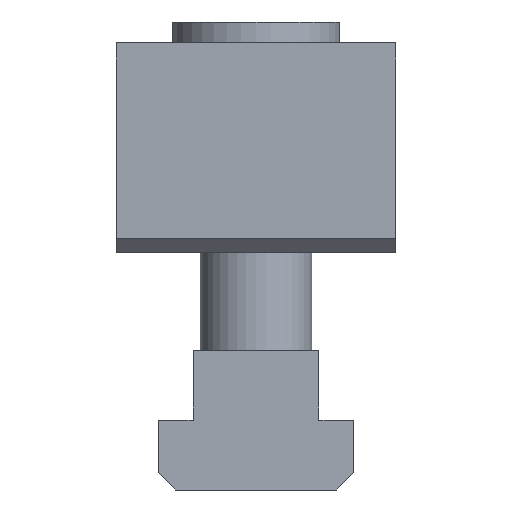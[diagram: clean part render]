
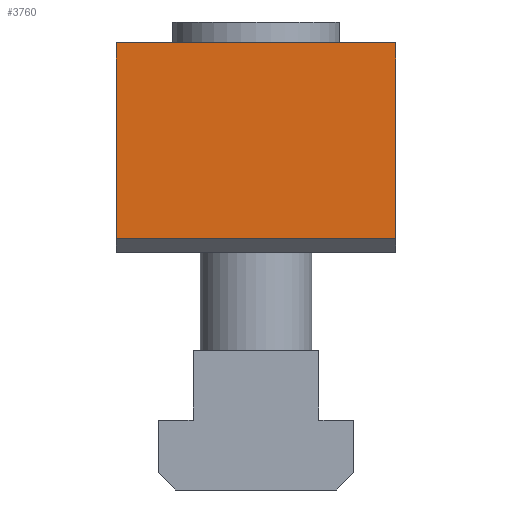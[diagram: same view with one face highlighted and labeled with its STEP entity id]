
A CAD part, left-side view. The second image highlights one B-rep face of the part: STEP entity #3760.
In plain terms, the highlighted planar face has unit normal (-1, 0, 0).
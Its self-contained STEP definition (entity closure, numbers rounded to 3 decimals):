
#79 = VERTEX_POINT ( 'NONE', #3726 ) ;
#361 = ORIENTED_EDGE ( 'NONE', *, *, #4239, .F. ) ;
#382 = B_SPLINE_CURVE_WITH_KNOTS ( 'NONE', 3,
 ( #8869, #3268, #4634, #7428 ),
 .UNSPECIFIED., .F., .F.,
 ( 4, 4 ),
 ( 0., 1. ),
 .UNSPECIFIED. ) ;
#1032 = EDGE_CURVE ( 'NONE', #7981, #5255, #7200, .T. ) ;
#1569 = PLANE ( 'NONE',  #6701 ) ;
#1971 = CARTESIAN_POINT ( 'NONE',  ( -47.5, -20., 30. ) ) ;
#1996 = B_SPLINE_CURVE_WITH_KNOTS ( 'NONE', 3,
 ( #4625, #3947, #6735, #6779 ),
 .UNSPECIFIED., .F., .F.,
 ( 4, 4 ),
 ( 0., 1. ),
 .UNSPECIFIED. ) ;
#2101 = CARTESIAN_POINT ( 'NONE',  ( -47.5, 20., 30. ) ) ;
#2836 = FACE_OUTER_BOUND ( 'NONE', #4431, .T. ) ;
#3140 = EDGE_CURVE ( 'NONE', #5255, #8099, #1996, .T. ) ;
#3268 = CARTESIAN_POINT ( 'NONE',  ( -47.5, -20., 20.667 ) ) ;
#3726 = CARTESIAN_POINT ( 'NONE',  ( -47.5, -20., 30. ) ) ;
#3760 = ADVANCED_FACE ( 'NONE', ( #2836 ), #1569, .T. ) ;
#3947 = CARTESIAN_POINT ( 'NONE',  ( -47.5, 6.667, 2. ) ) ;
#4129 = ORIENTED_EDGE ( 'NONE', *, *, #1032, .T. ) ;
#4239 = EDGE_CURVE ( 'NONE', #7981, #79, #7954, .T. ) ;
#4431 = EDGE_LOOP ( 'NONE', ( #8382, #361, #4129, #8308 ) ) ;
#4625 = CARTESIAN_POINT ( 'NONE',  ( -47.5, 20., 2. ) ) ;
#4634 = CARTESIAN_POINT ( 'NONE',  ( -47.5, -20., 11.333 ) ) ;
#4643 = CARTESIAN_POINT ( 'NONE',  ( -47.5, 20., 30. ) ) ;
#4886 = CARTESIAN_POINT ( 'NONE',  ( -47.5, 20., 2. ) ) ;
#5255 = VERTEX_POINT ( 'NONE', #4886 ) ;
#5411 = CARTESIAN_POINT ( 'NONE',  ( -47.5, 20., 2. ) ) ;
#5412 = CARTESIAN_POINT ( 'NONE',  ( -47.5, 6.667, 30. ) ) ;
#5611 = DIRECTION ( 'NONE',  ( -1., 0., 0. ) ) ;
#6343 = CARTESIAN_POINT ( 'NONE',  ( -47.5, -20., 2. ) ) ;
#6357 = EDGE_CURVE ( 'NONE', #79, #8099, #382, .T. ) ;
#6611 = DIRECTION ( 'NONE',  ( 0., 0., 1. ) ) ;
#6701 = AXIS2_PLACEMENT_3D ( 'NONE', #6343, #5611, #6611 ) ;
#6735 = CARTESIAN_POINT ( 'NONE',  ( -47.5, -6.667, 2. ) ) ;
#6779 = CARTESIAN_POINT ( 'NONE',  ( -47.5, -20., 2. ) ) ;
#6839 = CARTESIAN_POINT ( 'NONE',  ( -47.5, -6.667, 30. ) ) ;
#6925 = CARTESIAN_POINT ( 'NONE',  ( -47.5, -20., 2. ) ) ;
#7200 = B_SPLINE_CURVE_WITH_KNOTS ( 'NONE', 3,
 ( #2101, #8960, #7619, #5411 ),
 .UNSPECIFIED., .F., .F.,
 ( 4, 4 ),
 ( 0., 1. ),
 .UNSPECIFIED. ) ;
#7428 = CARTESIAN_POINT ( 'NONE',  ( -47.5, -20., 2. ) ) ;
#7619 = CARTESIAN_POINT ( 'NONE',  ( -47.5, 20., 11.333 ) ) ;
#7954 = B_SPLINE_CURVE_WITH_KNOTS ( 'NONE', 3,
 ( #4643, #5412, #6839, #1971 ),
 .UNSPECIFIED., .F., .F.,
 ( 4, 4 ),
 ( 0., 1. ),
 .UNSPECIFIED. ) ;
#7981 = VERTEX_POINT ( 'NONE', #8022 ) ;
#8022 = CARTESIAN_POINT ( 'NONE',  ( -47.5, 20., 30. ) ) ;
#8099 = VERTEX_POINT ( 'NONE', #6925 ) ;
#8308 = ORIENTED_EDGE ( 'NONE', *, *, #3140, .T. ) ;
#8382 = ORIENTED_EDGE ( 'NONE', *, *, #6357, .F. ) ;
#8869 = CARTESIAN_POINT ( 'NONE',  ( -47.5, -20., 30. ) ) ;
#8960 = CARTESIAN_POINT ( 'NONE',  ( -47.5, 20., 20.667 ) ) ;
